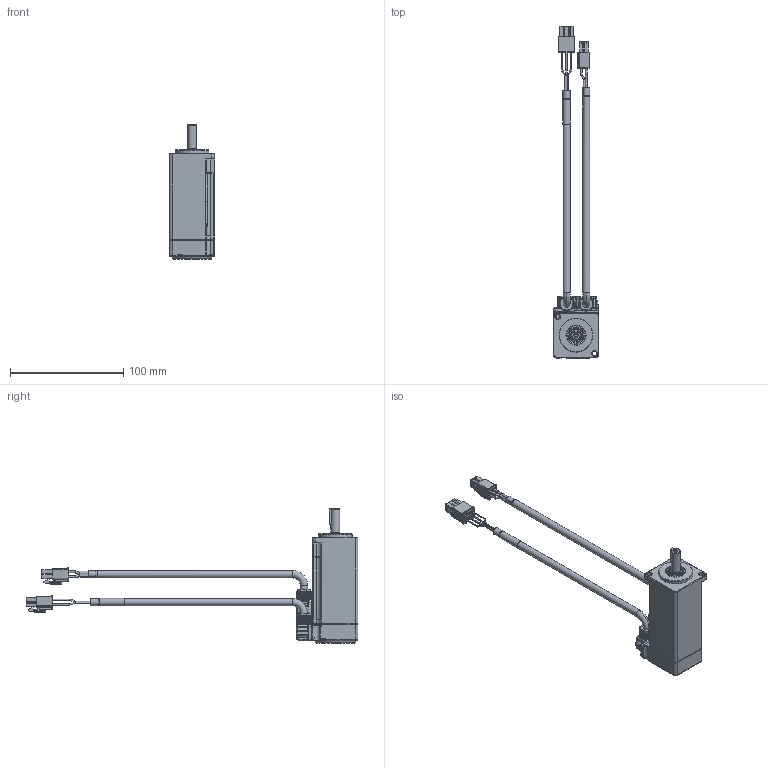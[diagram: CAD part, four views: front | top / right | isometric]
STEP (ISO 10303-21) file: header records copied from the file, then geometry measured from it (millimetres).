
FILE_DESCRIPTION( ('This file contains a STEP AP42 implementation' ,'as created by ZW3D STEP Interface translator.') ,'2;1' );
FILE_NAME( 'MH015A-N2L.stp' ,'22 823.155152', (''), ('ZWCAD Software Co.'), 'Version 1.0', 'ZW3D to STEP translator', '' );
FILE_SCHEMA(('AUTOMOTIVE_DESIGN { 1 0 10303 214 1 1 1 1 }'));
Length unit declared in the file: millimetre
Products named in the file (1): 0
Bounding box: 40 x 293.45 x 118.8 mm (x, y, z)
Volume: 170012.2 mm3; surface area: 36372 mm2
Topology: 1 solids, 1 shells, 1776 faces, 4855 edges, 3151 vertices
Faces by surface type: plane 980, cylinder 515, bspline 131, sphere 58, cone 56, torus 36
Full cylindrical faces by diameter (mm): 0.98 x18, 1.76 x12, 2.5 x11, 2.6 x10, 3 x11, 3.1 x1, 3.5 x12, 4 x4, 4.3 x6, 4.8 x4, 5.8 x1, 6.2 x1, 6.3 x2, 6.5 x3, 7.8 x1, 8 x1, 8.9 x1, 9.4 x1, 9.8 x1, 11.8 x2, 14.2 x1, 17 x1, 30 x1
Entity records: 63710 total; most frequent: CARTESIAN_POINT 17625, ORIENTED_EDGE 9696, DIRECTION 8756, EDGE_CURVE 4848, VERTEX_POINT 3153, VECTOR 2938, LINE 2938, AXIS2_PLACEMENT_3D 2909
